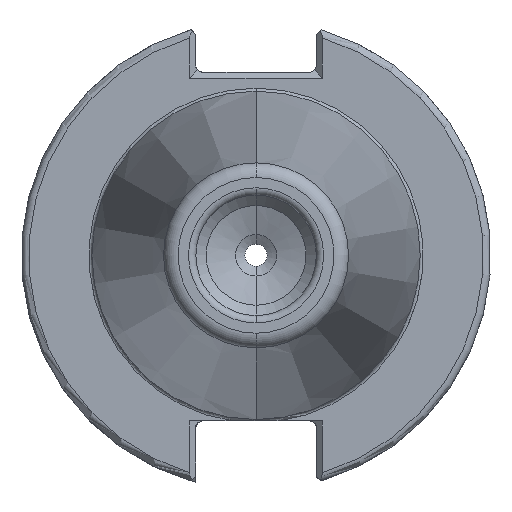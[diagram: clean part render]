
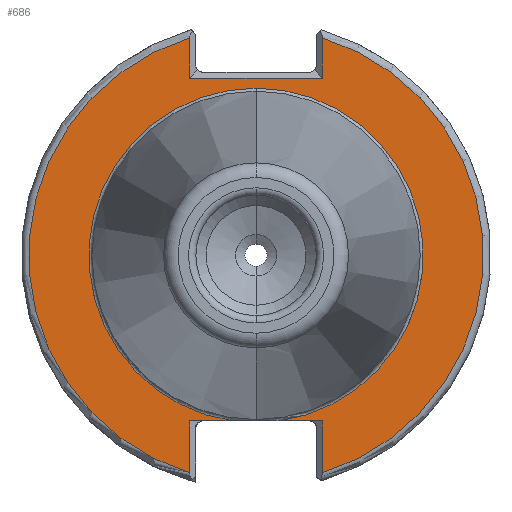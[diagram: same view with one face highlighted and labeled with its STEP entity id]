
A CAD part, left-side view. The second image highlights one B-rep face of the part: STEP entity #686.
In plain terms, the highlighted planar face has unit normal (-1, 0, 0).
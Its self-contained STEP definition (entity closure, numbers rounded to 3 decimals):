
#22 = CARTESIAN_POINT ( 'NONE',  ( -76.82, 0., 0. ) ) ;
#34 = VERTEX_POINT ( 'NONE', #3521 ) ;
#47 = DIRECTION ( 'NONE',  ( 0., 0., -1. ) ) ;
#53 = DIRECTION ( 'NONE',  ( -1., 0., 0. ) ) ;
#59 = DIRECTION ( 'NONE',  ( -1., 0., 0. ) ) ;
#73 = VERTEX_POINT ( 'NONE', #162 ) ;
#101 = CARTESIAN_POINT ( 'NONE',  ( -76.82, 0., 0. ) ) ;
#115 = AXIS2_PLACEMENT_3D ( 'NONE', #1502, #828, #2508 ) ;
#154 = ORIENTED_EDGE ( 'NONE', *, *, #2701, .T. ) ;
#162 = CARTESIAN_POINT ( 'NONE',  ( -76.82, 8.99, -22.41 ) ) ;
#198 = VERTEX_POINT ( 'NONE', #1596 ) ;
#202 = DIRECTION ( 'NONE',  ( 0., 0., -1. ) ) ;
#351 = EDGE_CURVE ( 'NONE', #4214, #1866, #3067, .T. ) ;
#355 = CARTESIAN_POINT ( 'NONE',  ( -76.82, -8.99, 24. ) ) ;
#384 = CARTESIAN_POINT ( 'NONE',  ( -76.82, 0., 0. ) ) ;
#523 = LINE ( 'NONE', #3042, #602 ) ;
#570 = CARTESIAN_POINT ( 'NONE',  ( -76.82, 0., 0. ) ) ;
#590 = CARTESIAN_POINT ( 'NONE',  ( -76.82, 8.99, 29.433 ) ) ;
#602 = VECTOR ( 'NONE', #2864, 1000. ) ;
#645 = CIRCLE ( 'NONE', #1077, 30.775 ) ;
#686 = ADVANCED_FACE ( 'NONE', ( #3152 ), #2094, .F. ) ;
#693 = VERTEX_POINT ( 'NONE', #355 ) ;
#803 = DIRECTION ( 'NONE',  ( 0., 1., 0. ) ) ;
#828 = DIRECTION ( 'NONE',  ( -1., 0., 0. ) ) ;
#862 = CARTESIAN_POINT ( 'NONE',  ( -76.82, 0., 24. ) ) ;
#1076 = ORIENTED_EDGE ( 'NONE', *, *, #1424, .T. ) ;
#1077 = AXIS2_PLACEMENT_3D ( 'NONE', #570, #2573, #202 ) ;
#1212 = LINE ( 'NONE', #3865, #3164 ) ;
#1230 = CARTESIAN_POINT ( 'NONE',  ( -76.82, -8.99, 29.433 ) ) ;
#1324 = ORIENTED_EDGE ( 'NONE', *, *, #2058, .T. ) ;
#1358 = CARTESIAN_POINT ( 'NONE',  ( -76.82, 0., 22.625 ) ) ;
#1424 = EDGE_CURVE ( 'NONE', #1912, #2034, #2011, .T. ) ;
#1474 = VECTOR ( 'NONE', #803, 1000. ) ;
#1502 = CARTESIAN_POINT ( 'NONE',  ( -76.82, 0., 0. ) ) ;
#1545 = DIRECTION ( 'NONE',  ( 0., -1., 0. ) ) ;
#1596 = CARTESIAN_POINT ( 'NONE',  ( -76.82, -8.99, -29.433 ) ) ;
#1653 = AXIS2_PLACEMENT_3D ( 'NONE', #22, #53, #3348 ) ;
#1729 = EDGE_CURVE ( 'NONE', #2034, #3115, #3461, .T. ) ;
#1813 = VECTOR ( 'NONE', #4169, 1000. ) ;
#1848 = EDGE_CURVE ( 'NONE', #3115, #73, #4140, .T. ) ;
#1866 = VERTEX_POINT ( 'NONE', #2132 ) ;
#1891 = CARTESIAN_POINT ( 'NONE',  ( -76.82, 8.99, 0. ) ) ;
#1912 = VERTEX_POINT ( 'NONE', #3474 ) ;
#1920 = EDGE_LOOP ( 'NONE', ( #1076, #4003, #3209, #1324, #2914, #2476, #3466, #2432, #4224, #4031, #154 ) ) ;
#2011 = LINE ( 'NONE', #3031, #2073 ) ;
#2034 = VERTEX_POINT ( 'NONE', #590 ) ;
#2058 = EDGE_CURVE ( 'NONE', #73, #1866, #1212, .T. ) ;
#2064 = LINE ( 'NONE', #862, #1474 ) ;
#2073 = VECTOR ( 'NONE', #2541, 1000. ) ;
#2094 = PLANE ( 'NONE',  #2237 ) ;
#2132 = CARTESIAN_POINT ( 'NONE',  ( -76.82, 3.112, -22.41 ) ) ;
#2152 = EDGE_CURVE ( 'NONE', #34, #3356, #523, .T. ) ;
#2237 = AXIS2_PLACEMENT_3D ( 'NONE', #384, #2777, #3821 ) ;
#2341 = LINE ( 'NONE', #2774, #4347 ) ;
#2402 = EDGE_CURVE ( 'NONE', #3356, #198, #4331, .T. ) ;
#2432 = ORIENTED_EDGE ( 'NONE', *, *, #2402, .T. ) ;
#2476 = ORIENTED_EDGE ( 'NONE', *, *, #2675, .F. ) ;
#2508 = DIRECTION ( 'NONE',  ( 0., 0., 1. ) ) ;
#2516 = EDGE_CURVE ( 'NONE', #198, #2718, #645, .T. ) ;
#2541 = DIRECTION ( 'NONE',  ( 0., 0., 1. ) ) ;
#2573 = DIRECTION ( 'NONE',  ( -1., 0., 0. ) ) ;
#2650 = EDGE_CURVE ( 'NONE', #2718, #693, #2341, .T. ) ;
#2675 = EDGE_CURVE ( 'NONE', #34, #4214, #4240, .T. ) ;
#2701 = EDGE_CURVE ( 'NONE', #693, #1912, #2064, .T. ) ;
#2718 = VERTEX_POINT ( 'NONE', #1230 ) ;
#2774 = CARTESIAN_POINT ( 'NONE',  ( -76.82, -8.99, 24.8 ) ) ;
#2777 = DIRECTION ( 'NONE',  ( 1., 0., 0. ) ) ;
#2864 = DIRECTION ( 'NONE',  ( 0., -1., 0. ) ) ;
#2877 = DIRECTION ( 'NONE',  ( 0., 0., -1. ) ) ;
#2902 = VECTOR ( 'NONE', #4345, 1000. ) ;
#2914 = ORIENTED_EDGE ( 'NONE', *, *, #351, .F. ) ;
#3031 = CARTESIAN_POINT ( 'NONE',  ( -76.82, 8.99, 30.701 ) ) ;
#3042 = CARTESIAN_POINT ( 'NONE',  ( -76.82, -8.19, -22.41 ) ) ;
#3067 = CIRCLE ( 'NONE', #1653, 22.625 ) ;
#3115 = VERTEX_POINT ( 'NONE', #3519 ) ;
#3152 = FACE_OUTER_BOUND ( 'NONE', #1920, .T. ) ;
#3164 = VECTOR ( 'NONE', #1545, 1000. ) ;
#3209 = ORIENTED_EDGE ( 'NONE', *, *, #1848, .T. ) ;
#3348 = DIRECTION ( 'NONE',  ( 0., 0., 1. ) ) ;
#3356 = VERTEX_POINT ( 'NONE', #3829 ) ;
#3365 = AXIS2_PLACEMENT_3D ( 'NONE', #101, #59, #47 ) ;
#3461 = CIRCLE ( 'NONE', #3365, 30.775 ) ;
#3466 = ORIENTED_EDGE ( 'NONE', *, *, #2152, .T. ) ;
#3474 = CARTESIAN_POINT ( 'NONE',  ( -76.82, 8.99, 24. ) ) ;
#3519 = CARTESIAN_POINT ( 'NONE',  ( -76.82, 8.99, -29.433 ) ) ;
#3521 = CARTESIAN_POINT ( 'NONE',  ( -76.82, -3.112, -22.41 ) ) ;
#3821 = DIRECTION ( 'NONE',  ( 0., 0., -1. ) ) ;
#3829 = CARTESIAN_POINT ( 'NONE',  ( -76.82, -8.99, -22.41 ) ) ;
#3865 = CARTESIAN_POINT ( 'NONE',  ( -76.82, -8.19, -22.41 ) ) ;
#3892 = CARTESIAN_POINT ( 'NONE',  ( -76.82, -8.99, 0. ) ) ;
#4003 = ORIENTED_EDGE ( 'NONE', *, *, #1729, .T. ) ;
#4031 = ORIENTED_EDGE ( 'NONE', *, *, #2650, .T. ) ;
#4140 = LINE ( 'NONE', #1891, #1813 ) ;
#4169 = DIRECTION ( 'NONE',  ( 0., 0., 1. ) ) ;
#4214 = VERTEX_POINT ( 'NONE', #1358 ) ;
#4224 = ORIENTED_EDGE ( 'NONE', *, *, #2516, .T. ) ;
#4240 = CIRCLE ( 'NONE', #115, 22.625 ) ;
#4331 = LINE ( 'NONE', #3892, #2902 ) ;
#4345 = DIRECTION ( 'NONE',  ( 0., 0., -1. ) ) ;
#4347 = VECTOR ( 'NONE', #2877, 1000. ) ;
